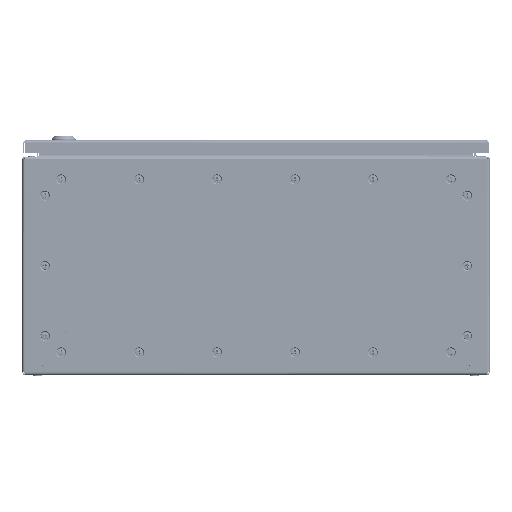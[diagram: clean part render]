
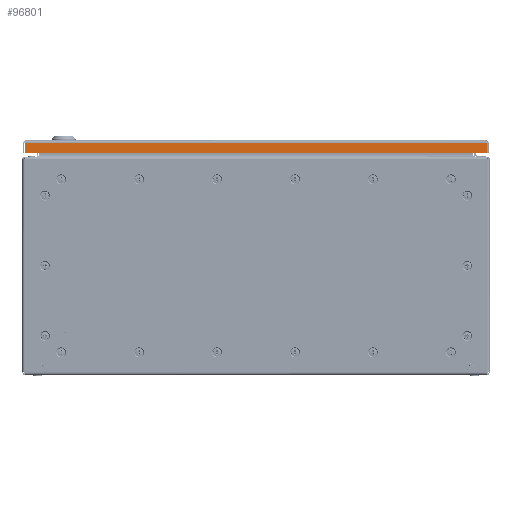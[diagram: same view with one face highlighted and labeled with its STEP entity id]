
A CAD part, front view. The second image highlights one B-rep face of the part: STEP entity #96801.
In plain terms, the highlighted planar face has unit normal (0, -1, 0).
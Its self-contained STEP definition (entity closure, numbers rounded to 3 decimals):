
#4668 = EDGE_LOOP ( 'NONE', ( #108400, #90673, #16941, #6175 ) ) ;
#6175 = ORIENTED_EDGE ( 'NONE', *, *, #73692, .T. ) ;
#8801 = VECTOR ( 'NONE', #106726, 1000. ) ;
#9102 = DIRECTION ( 'NONE',  ( 0., 0., -1. ) ) ;
#10068 = CARTESIAN_POINT ( 'NONE',  ( 0., -498., -16.5 ) ) ;
#16580 = VECTOR ( 'NONE', #9102, 1000. ) ;
#16941 = ORIENTED_EDGE ( 'NONE', *, *, #18562, .T. ) ;
#18562 = EDGE_CURVE ( 'NONE', #102814, #52933, #49705, .T. ) ;
#21608 = VECTOR ( 'NONE', #106475, 1000. ) ;
#27724 = DIRECTION ( 'NONE',  ( 1., 0., 0. ) ) ;
#28166 = LINE ( 'NONE', #97871, #8801 ) ;
#29799 = VECTOR ( 'NONE', #27724, 1000. ) ;
#29847 = PLANE ( 'NONE',  #108297 ) ;
#29944 = LINE ( 'NONE', #10068, #21608 ) ;
#30246 = DIRECTION ( 'NONE',  ( 0., 1., 0. ) ) ;
#39777 = FACE_OUTER_BOUND ( 'NONE', #4668, .T. ) ;
#47302 = CARTESIAN_POINT ( 'NONE',  ( 0., -498., 0. ) ) ;
#49705 = LINE ( 'NONE', #78860, #16580 ) ;
#52933 = VERTEX_POINT ( 'NONE', #103391 ) ;
#53652 = CARTESIAN_POINT ( 'NONE',  ( 298.5, -498., -3.4 ) ) ;
#56946 = VERTEX_POINT ( 'NONE', #87787 ) ;
#66823 = CARTESIAN_POINT ( 'NONE',  ( 296.746, -498., -3.4 ) ) ;
#67234 = LINE ( 'NONE', #53652, #29799 ) ;
#73692 = EDGE_CURVE ( 'NONE', #52933, #56946, #29944, .T. ) ;
#75822 = EDGE_CURVE ( 'NONE', #105115, #56946, #28166, .T. ) ;
#78860 = CARTESIAN_POINT ( 'NONE',  ( -296.746, -498., 0. ) ) ;
#87787 = CARTESIAN_POINT ( 'NONE',  ( 296.746, -498., -16.5 ) ) ;
#90673 = ORIENTED_EDGE ( 'NONE', *, *, #99751, .F. ) ;
#96801 = ADVANCED_FACE ( 'NONE', ( #39777 ), #29847, .F. ) ;
#97871 = CARTESIAN_POINT ( 'NONE',  ( 296.746, -498., -1.4 ) ) ;
#99751 = EDGE_CURVE ( 'NONE', #102814, #105115, #67234, .T. ) ;
#101810 = CARTESIAN_POINT ( 'NONE',  ( -296.746, -498., -3.4 ) ) ;
#102814 = VERTEX_POINT ( 'NONE', #101810 ) ;
#103391 = CARTESIAN_POINT ( 'NONE',  ( -296.746, -498., -16.5 ) ) ;
#105115 = VERTEX_POINT ( 'NONE', #66823 ) ;
#106475 = DIRECTION ( 'NONE',  ( 1., 0., 0. ) ) ;
#106726 = DIRECTION ( 'NONE',  ( 0., 0., -1. ) ) ;
#108297 = AXIS2_PLACEMENT_3D ( 'NONE', #47302, #30246, #109121 ) ;
#108400 = ORIENTED_EDGE ( 'NONE', *, *, #75822, .F. ) ;
#109121 = DIRECTION ( 'NONE',  ( 0., 0., 1. ) ) ;
